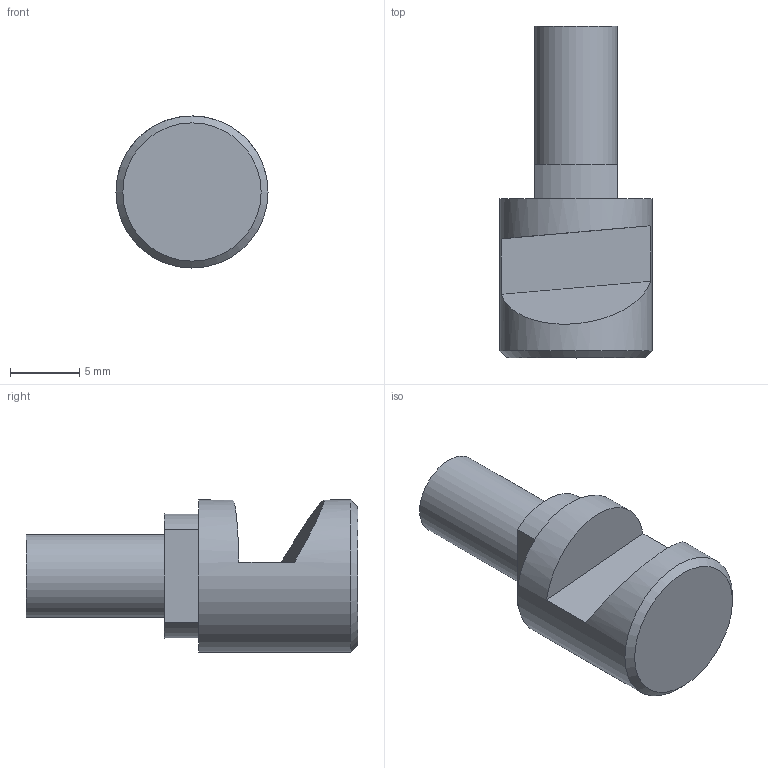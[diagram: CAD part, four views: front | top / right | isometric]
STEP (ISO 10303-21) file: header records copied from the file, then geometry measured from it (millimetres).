
FILE_DESCRIPTION(/* description */ (''),/* implementation_level */ '2;1');
FILE_NAME(/* name */ 'tribrach-stud.stp',/* author */ ('Jan Olencki')/* preprocessor_version */ 'ST-DEVELOPER v18');
FILE_SCHEMA (('AUTOMOTIVE_DESIGN { 1 0 10303 214 3 1 1 }'));
Length unit declared in the file: millimetre
Products named in the file (1): Tribrach stud
Bounding box: 11 x 24 x 11 mm (x, y, z)
Volume: 1153 mm3; surface area: 1020.4 mm2
Topology: 1 solids, 1 shells, 17 faces, 36 edges, 23 vertices
Faces by surface type: plane 10, cylinder 5, cone 2
Full cylindrical faces by diameter (mm): 4 x1, 6 x1, 11 x1
Entity records: 507 total; most frequent: DIRECTION 87, CARTESIAN_POINT 76, ORIENTED_EDGE 70, EDGE_CURVE 35, AXIS2_PLACEMENT_3D 34, VERTEX_POINT 23, EDGE_LOOP 20, LINE 19
